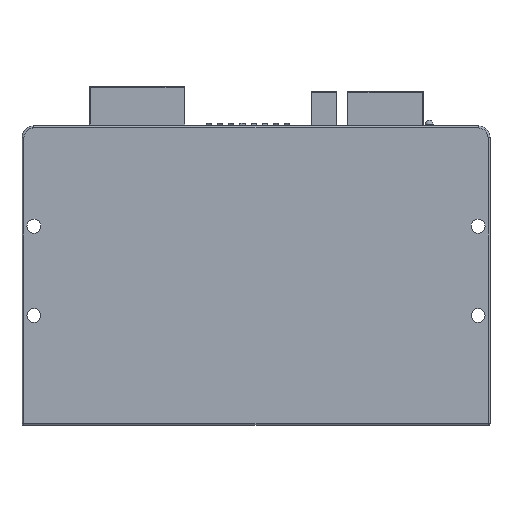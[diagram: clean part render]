
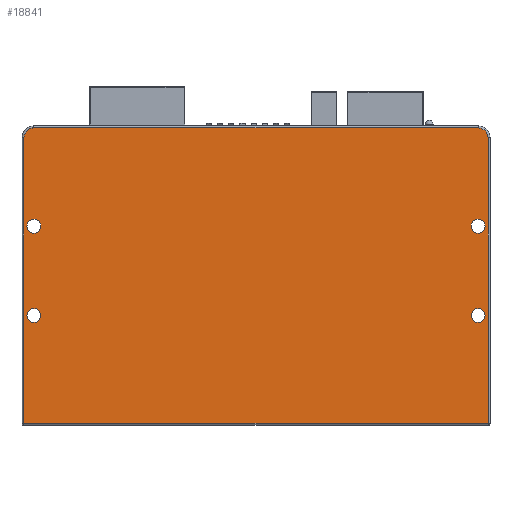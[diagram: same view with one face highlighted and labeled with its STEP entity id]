
A CAD part, front view. The second image highlights one B-rep face of the part: STEP entity #18841.
In plain terms, the highlighted planar face has unit normal (0, -1, 0).
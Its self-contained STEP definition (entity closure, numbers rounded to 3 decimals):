
#461 = EDGE_LOOP ( 'NONE', ( #19943, #1505 ) ) ;
#850 = EDGE_CURVE ( 'NONE', #14735, #6086, #4865, .T. ) ;
#1043 = FACE_BOUND ( 'NONE', #19340, .T. ) ;
#1112 = VERTEX_POINT ( 'NONE', #8035 ) ;
#1123 = DIRECTION ( 'NONE',  ( 0., -1., 0. ) ) ;
#1175 = FACE_BOUND ( 'NONE', #461, .T. ) ;
#1505 = ORIENTED_EDGE ( 'NONE', *, *, #850, .F. ) ;
#1554 = AXIS2_PLACEMENT_3D ( 'NONE', #5010, #20869, #16941 ) ;
#1653 = VERTEX_POINT ( 'NONE', #13231 ) ;
#2140 = LINE ( 'NONE', #10252, #18816 ) ;
#2235 = ORIENTED_EDGE ( 'NONE', *, *, #2615, .F. ) ;
#2272 = CARTESIAN_POINT ( 'NONE',  ( -56., 0., 50.2 ) ) ;
#2353 = DIRECTION ( 'NONE',  ( 0., 0., -1. ) ) ;
#2482 = DIRECTION ( 'NONE',  ( 0., -1., 0. ) ) ;
#2559 = CIRCLE ( 'NONE', #20543, 1.75 ) ;
#2615 = EDGE_CURVE ( 'NONE', #6420, #20382, #18375, .T. ) ;
#2648 = CARTESIAN_POINT ( 'NONE',  ( 56., 0., 48.45 ) ) ;
#2657 = EDGE_CURVE ( 'NONE', #11794, #1112, #8394, .T. ) ;
#3235 = DIRECTION ( 'NONE',  ( 0., -1., 0. ) ) ;
#3331 = CARTESIAN_POINT ( 'NONE',  ( 56., 0., 27.7 ) ) ;
#3387 = FACE_OUTER_BOUND ( 'NONE', #23674, .T. ) ;
#3536 = CARTESIAN_POINT ( 'NONE',  ( 0., 0., 0.5 ) ) ;
#3870 = AXIS2_PLACEMENT_3D ( 'NONE', #9451, #19557, #5529 ) ;
#4033 = CIRCLE ( 'NONE', #5285, 1.75 ) ;
#4042 = EDGE_CURVE ( 'NONE', #6423, #8391, #5770, .T. ) ;
#4865 = CIRCLE ( 'NONE', #8198, 1.75 ) ;
#4918 = CARTESIAN_POINT ( 'NONE',  ( -57.464, 0., 75. ) ) ;
#5010 = CARTESIAN_POINT ( 'NONE',  ( -56., 0., 50.2 ) ) ;
#5201 = EDGE_LOOP ( 'NONE', ( #14605, #20833 ) ) ;
#5214 = DIRECTION ( 'NONE',  ( 0., 1., 0. ) ) ;
#5285 = AXIS2_PLACEMENT_3D ( 'NONE', #8223, #2482, #2353 ) ;
#5529 = DIRECTION ( 'NONE',  ( 0., 0., -1. ) ) ;
#5770 = CIRCLE ( 'NONE', #8685, 1.75 ) ;
#5910 = AXIS2_PLACEMENT_3D ( 'NONE', #7185, #5214, #12954 ) ;
#5920 = ORIENTED_EDGE ( 'NONE', *, *, #2657, .F. ) ;
#6017 = VERTEX_POINT ( 'NONE', #11677 ) ;
#6054 = DIRECTION ( 'NONE',  ( 0., 0., -1. ) ) ;
#6086 = VERTEX_POINT ( 'NONE', #2648 ) ;
#6420 = VERTEX_POINT ( 'NONE', #9683 ) ;
#6423 = VERTEX_POINT ( 'NONE', #15852 ) ;
#7071 = CARTESIAN_POINT ( 'NONE',  ( -56., 0., 48.45 ) ) ;
#7156 = AXIS2_PLACEMENT_3D ( 'NONE', #20342, #10634, #14441 ) ;
#7178 = ORIENTED_EDGE ( 'NONE', *, *, #8580, .F. ) ;
#7185 = CARTESIAN_POINT ( 'NONE',  ( 0., 0., 5. ) ) ;
#7284 = CARTESIAN_POINT ( 'NONE',  ( 56., 0., 75. ) ) ;
#7918 = EDGE_LOOP ( 'NONE', ( #25903, #25787 ) ) ;
#8035 = CARTESIAN_POINT ( 'NONE',  ( -58.5, 0., 72.5 ) ) ;
#8198 = AXIS2_PLACEMENT_3D ( 'NONE', #12655, #10944, #18806 ) ;
#8223 = CARTESIAN_POINT ( 'NONE',  ( -56., 0., 27.7 ) ) ;
#8391 = VERTEX_POINT ( 'NONE', #20885 ) ;
#8394 = LINE ( 'NONE', #21781, #23468 ) ;
#8580 = EDGE_CURVE ( 'NONE', #18161, #1653, #2140, .T. ) ;
#8685 = AXIS2_PLACEMENT_3D ( 'NONE', #15419, #3235, #18833 ) ;
#8805 = VECTOR ( 'NONE', #6054, 1000. ) ;
#9001 = AXIS2_PLACEMENT_3D ( 'NONE', #2272, #18387, #14067 ) ;
#9137 = FACE_BOUND ( 'NONE', #7918, .T. ) ;
#9451 = CARTESIAN_POINT ( 'NONE',  ( 56., 0., 27.7 ) ) ;
#9634 = CARTESIAN_POINT ( 'NONE',  ( 58.5, 0., 73.964 ) ) ;
#9683 = CARTESIAN_POINT ( 'NONE',  ( 58.5, 0., 72.5 ) ) ;
#10252 = CARTESIAN_POINT ( 'NONE',  ( 0., 0., 75. ) ) ;
#10505 = ORIENTED_EDGE ( 'NONE', *, *, #14671, .F. ) ;
#10522 = ORIENTED_EDGE ( 'NONE', *, *, #10864, .F. ) ;
#10634 = DIRECTION ( 'NONE',  ( 0., -1., 0. ) ) ;
#10864 = EDGE_CURVE ( 'NONE', #1653, #6420, #23866, .T. ) ;
#10944 = DIRECTION ( 'NONE',  ( 0., -1., 0. ) ) ;
#11650 = LINE ( 'NONE', #3536, #25432 ) ;
#11677 = CARTESIAN_POINT ( 'NONE',  ( -56., 0., 51.95 ) ) ;
#11794 = VERTEX_POINT ( 'NONE', #19766 ) ;
#11820 = CARTESIAN_POINT ( 'NONE',  ( 58.5, 0., 5. ) ) ;
#12210 = DIRECTION ( 'NONE',  ( 0., 0., 1. ) ) ;
#12655 = CARTESIAN_POINT ( 'NONE',  ( 56., 0., 50.2 ) ) ;
#12904 = DIRECTION ( 'NONE',  ( 0., 0., -1. ) ) ;
#12954 = DIRECTION ( 'NONE',  ( 0., 0., 1. ) ) ;
#13230 = DIRECTION ( 'NONE',  ( -1., 0., 0. ) ) ;
#13231 = CARTESIAN_POINT ( 'NONE',  ( 56., 0., 75. ) ) ;
#13234 = ORIENTED_EDGE ( 'NONE', *, *, #21572, .F. ) ;
#13472 = EDGE_CURVE ( 'NONE', #14089, #15668, #2559, .T. ) ;
#14067 = DIRECTION ( 'NONE',  ( 0., 0., -1. ) ) ;
#14089 = VERTEX_POINT ( 'NONE', #20060 ) ;
#14272 = VERTEX_POINT ( 'NONE', #7071 ) ;
#14324 = CIRCLE ( 'NONE', #3870, 1.75 ) ;
#14441 = DIRECTION ( 'NONE',  ( 0., 0., -1. ) ) ;
#14605 = ORIENTED_EDGE ( 'NONE', *, *, #15432, .F. ) ;
#14671 = EDGE_CURVE ( 'NONE', #14272, #6017, #17805, .T. ) ;
#14735 = VERTEX_POINT ( 'NONE', #16579 ) ;
#15419 = CARTESIAN_POINT ( 'NONE',  ( -56., 0., 27.7 ) ) ;
#15432 = EDGE_CURVE ( 'NONE', #8391, #6423, #4033, .T. ) ;
#15547 = CARTESIAN_POINT ( 'NONE',  ( 58.5, 0., 72.5 ) ) ;
#15668 = VERTEX_POINT ( 'NONE', #17387 ) ;
#15852 = CARTESIAN_POINT ( 'NONE',  ( -56., 0., 29.45 ) ) ;
#15854 = CARTESIAN_POINT ( 'NONE',  ( -56., 0., 75. ) ) ;
#16357 = EDGE_CURVE ( 'NONE', #6017, #14272, #20798, .T. ) ;
#16579 = CARTESIAN_POINT ( 'NONE',  ( 56., 0., 51.95 ) ) ;
#16771 = EDGE_CURVE ( 'NONE', #20382, #11794, #11650, .T. ) ;
#16941 = DIRECTION ( 'NONE',  ( 0., 0., -1. ) ) ;
#17023 = PLANE ( 'NONE',  #5910 ) ;
#17387 = CARTESIAN_POINT ( 'NONE',  ( 56., 0., 29.45 ) ) ;
#17596 = ORIENTED_EDGE ( 'NONE', *, *, #16357, .F. ) ;
#17722 = EDGE_CURVE ( 'NONE', #15668, #14089, #14324, .T. ) ;
#17805 = CIRCLE ( 'NONE', #9001, 1.75 ) ;
#18161 = VERTEX_POINT ( 'NONE', #15854 ) ;
#18293 = CARTESIAN_POINT ( 'NONE',  ( 58.5, 0., 0.5 ) ) ;
#18375 = LINE ( 'NONE', #11820, #8805 ) ;
#18387 = DIRECTION ( 'NONE',  ( 0., -1., 0. ) ) ;
#18806 = DIRECTION ( 'NONE',  ( 0., 0., -1. ) ) ;
#18816 = VECTOR ( 'NONE', #20352, 1000. ) ;
#18833 = DIRECTION ( 'NONE',  ( 0., 0., -1. ) ) ;
#18841 = ADVANCED_FACE ( 'NONE', ( #1175, #21079, #1043, #9137, #3387 ), #17023, .F. ) ;
#19340 = EDGE_LOOP ( 'NONE', ( #10505, #17596 ) ) ;
#19557 = DIRECTION ( 'NONE',  ( 0., -1., 0. ) ) ;
#19766 = CARTESIAN_POINT ( 'NONE',  ( -58.5, 0., 0.5 ) ) ;
#19943 = ORIENTED_EDGE ( 'NONE', *, *, #23325, .F. ) ;
#20060 = CARTESIAN_POINT ( 'NONE',  ( 56., 0., 25.95 ) ) ;
#20342 = CARTESIAN_POINT ( 'NONE',  ( 56., 0., 50.2 ) ) ;
#20352 = DIRECTION ( 'NONE',  ( 1., 0., 0. ) ) ;
#20357 =( BOUNDED_CURVE ( )  B_SPLINE_CURVE ( 3, ( #24846, #22870, #4918, #21414 ),
 .UNSPECIFIED., .F., .F. ) 
 B_SPLINE_CURVE_WITH_KNOTS ( ( 4, 4 ),
 ( 0., 1. ),
 .UNSPECIFIED. ) 
 CURVE ( )  GEOMETRIC_REPRESENTATION_ITEM ( )  RATIONAL_B_SPLINE_CURVE ( ( 1., 0.805, 0.805, 1. ) ) 
 REPRESENTATION_ITEM ( '' )  );
#20382 = VERTEX_POINT ( 'NONE', #18293 ) ;
#20543 = AXIS2_PLACEMENT_3D ( 'NONE', #3331, #1123, #12904 ) ;
#20798 = CIRCLE ( 'NONE', #1554, 1.75 ) ;
#20833 = ORIENTED_EDGE ( 'NONE', *, *, #4042, .F. ) ;
#20869 = DIRECTION ( 'NONE',  ( 0., -1., 0. ) ) ;
#20885 = CARTESIAN_POINT ( 'NONE',  ( -56., 0., 25.95 ) ) ;
#21079 = FACE_BOUND ( 'NONE', #5201, .T. ) ;
#21414 = CARTESIAN_POINT ( 'NONE',  ( -56., 0., 75. ) ) ;
#21572 = EDGE_CURVE ( 'NONE', #1112, #18161, #20357, .T. ) ;
#21781 = CARTESIAN_POINT ( 'NONE',  ( -58.5, 0., 5. ) ) ;
#22870 = CARTESIAN_POINT ( 'NONE',  ( -58.5, 0., 73.964 ) ) ;
#23325 = EDGE_CURVE ( 'NONE', #6086, #14735, #24740, .T. ) ;
#23468 = VECTOR ( 'NONE', #12210, 1000. ) ;
#23674 = EDGE_LOOP ( 'NONE', ( #25236, #2235, #10522, #7178, #13234, #5920 ) ) ;
#23866 =( BOUNDED_CURVE ( )  B_SPLINE_CURVE ( 3, ( #7284, #25516, #9634, #15547 ),
 .UNSPECIFIED., .F., .F. ) 
 B_SPLINE_CURVE_WITH_KNOTS ( ( 4, 4 ),
 ( 0., 1. ),
 .UNSPECIFIED. ) 
 CURVE ( )  GEOMETRIC_REPRESENTATION_ITEM ( )  RATIONAL_B_SPLINE_CURVE ( ( 1., 0.805, 0.805, 1. ) ) 
 REPRESENTATION_ITEM ( '' )  );
#24740 = CIRCLE ( 'NONE', #7156, 1.75 ) ;
#24846 = CARTESIAN_POINT ( 'NONE',  ( -58.5, 0., 72.5 ) ) ;
#25236 = ORIENTED_EDGE ( 'NONE', *, *, #16771, .F. ) ;
#25432 = VECTOR ( 'NONE', #13230, 1000. ) ;
#25516 = CARTESIAN_POINT ( 'NONE',  ( 57.464, 0., 75. ) ) ;
#25787 = ORIENTED_EDGE ( 'NONE', *, *, #17722, .F. ) ;
#25903 = ORIENTED_EDGE ( 'NONE', *, *, #13472, .F. ) ;
